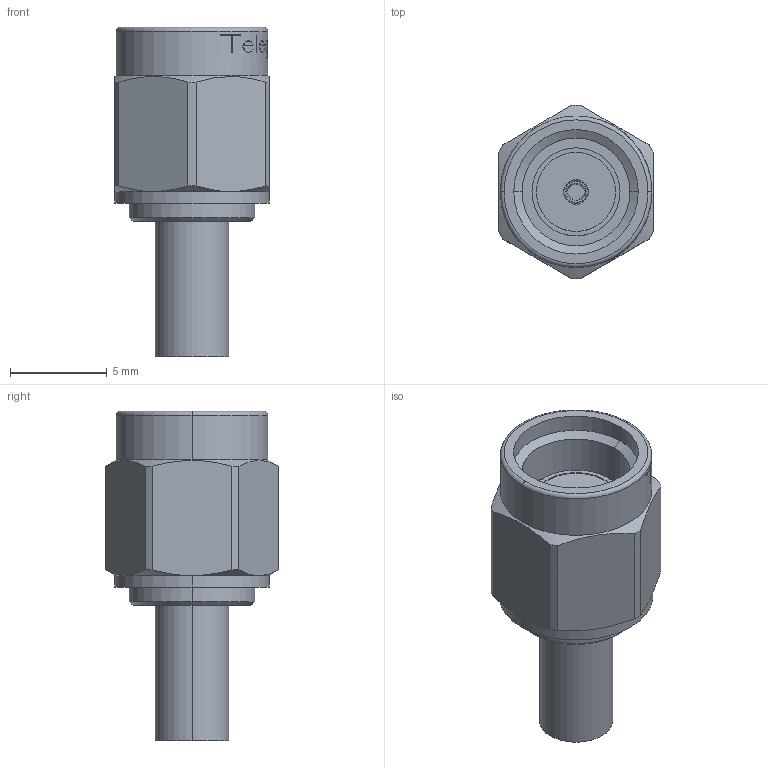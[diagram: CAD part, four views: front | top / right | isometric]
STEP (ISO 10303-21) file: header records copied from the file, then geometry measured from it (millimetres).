
FILE_DESCRIPTION (( 'STEP AP214' ), '1' );
FILE_NAME ('J01150R0011.STEP', '2015-12-03T07:37:32', ( '' ), ( '' ), 'SwSTEP 2.0', 'SolidWorks 2015', '' );
FILE_SCHEMA (( 'AUTOMOTIVE_DESIGN' ));
Length unit declared in the file: millimetre
Products named in the file (1): J01150R0011
Bounding box: 8 x 9 x 17.05 mm (x, y, z)
Volume: 465.3 mm3; surface area: 661.4 mm2
Topology: 1 solids, 1 shells, 369 faces, 987 edges, 650 vertices
Faces by surface type: plane 289, cylinder 58, cone 18, torus 4
Entity records: 15542 total; most frequent: CARTESIAN_POINT 3103, ORIENTED_EDGE 1974, DIRECTION 1575, EDGE_CURVE 987, VERTEX_POINT 650, AXIS2_PLACEMENT_3D 570, VECTOR 435, LINE 435
